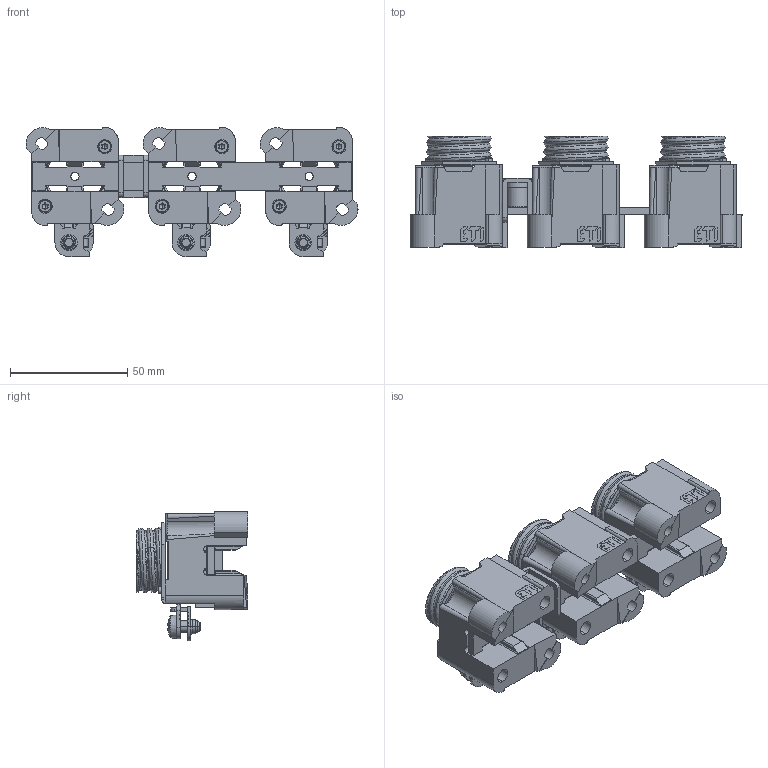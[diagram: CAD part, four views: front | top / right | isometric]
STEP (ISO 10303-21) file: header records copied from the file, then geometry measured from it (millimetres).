
FILE_DESCRIPTION((''),'2;1');
FILE_NAME('0000007020_ASM_1_ASM','2021-10-22T',('marketing.praksa'),('Audax d.o.o.'),'CREO PARAMETRIC BY PTC INC, 2017480','CREO PARAMETRIC BY PTC INC, 2017480','');
FILE_SCHEMA(('AUTOMOTIVE_DESIGN { 1 0 10303 214 1 1 1 1 }'));
Length unit declared in the file: millimetre
Products named in the file (12): 0000006466_1; 0000006480_1_1; 0000006478_1_1; 0000006479_1_1; 0000011681_1_1; 0000020482_1_1; 0000059958_1_1; PRT9564; 0000006481_ASM_1_1_ASM; 0000006485_1_1; 0000012227_1_1; 0000007020_ASM_1_ASM
Assembly tree (15 placements, depth 3):
  0000007020_ASM_1_ASM
    0000006466_1
    0000006481_ASM_1_1_ASM  x3
      0000006480_1_1
      0000006478_1_1
      0000006479_1_1
      0000011681_1_1
      0000020482_1_1
      0000059958_1_1
      PRT9564
    0000006485_1_1
    0000012227_1_1
Bounding box: 141.76 x 47.4 x 55.3 mm (x, y, z)
Volume: 91080.5 mm3; surface area: 60020.7 mm2
Topology: 36 solids, 50 shells, 2193 faces, 6213 edges, 4113 vertices
Faces by surface type: plane 1241, cylinder 662, cone 137, torus 99, bspline 48, sphere 6
Entity records: 48687 total; most frequent: CARTESIAN_POINT 12020, ORIENTED_EDGE 4604, DIRECTION 4305, PRESENTATION_STYLE_ASSIGNMENT 3112, STYLED_ITEM 3112, EDGE_CURVE 2315, CURVE_STYLE 2285, VERTEX_POINT 1542
